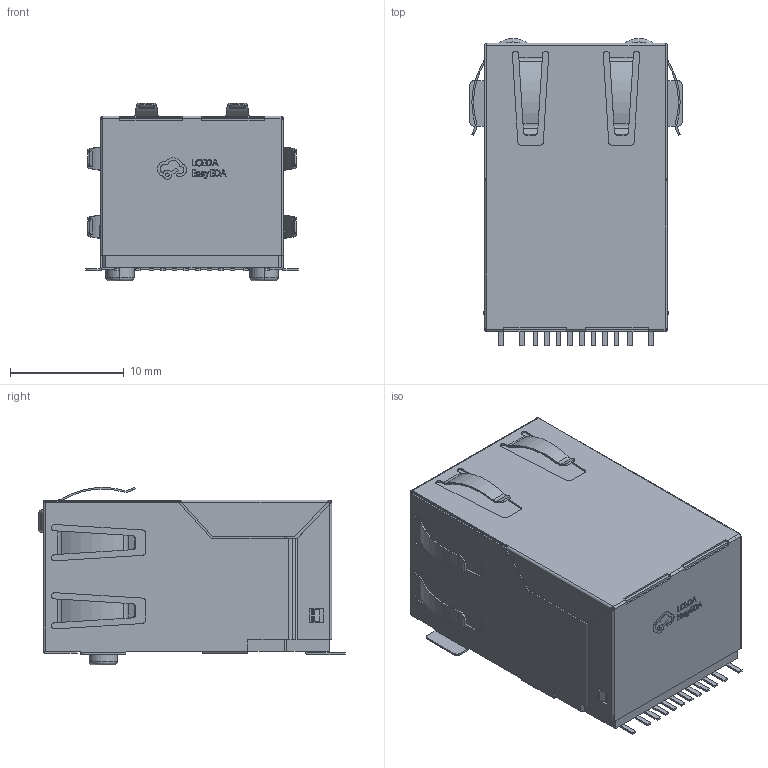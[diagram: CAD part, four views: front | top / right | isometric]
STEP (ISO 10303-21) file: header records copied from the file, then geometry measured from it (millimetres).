
FILE_DESCRIPTION((''),'2;1');
FILE_NAME('RJ45-SMD_HR961160C','2022-11-30T15:43:38',('win'),(''),'CREO PARAMETRIC BY PTC INC, 2020033','CREO PARAMETRIC BY PTC INC, 2020033','');
FILE_SCHEMA(('AUTOMOTIVE_DESIGN { 1 0 10303 214 1 1 1 1 }'));
Length unit declared in the file: millimetre
Products named in the file (1): RJ45-SMD_HR961160C
Bounding box: 18.7 x 27.01 x 15.63 mm (x, y, z)
Volume: 4046.9 mm3; surface area: 5554.6 mm2
Topology: 2 solids, 2 shells, 961 faces, 2684 edges, 1771 vertices
Faces by surface type: plane 646, cylinder 224, extrusion 73, torus 8, sphere 8, bspline 2
Entity records: 38395 total; most frequent: CARTESIAN_POINT 6792, ORIENTED_EDGE 5368, DIRECTION 4620, EDGE_CURVE 2684, VECTOR 2132, LINE 2059, VERTEX_POINT 1771, AXIS2_PLACEMENT_3D 1244
